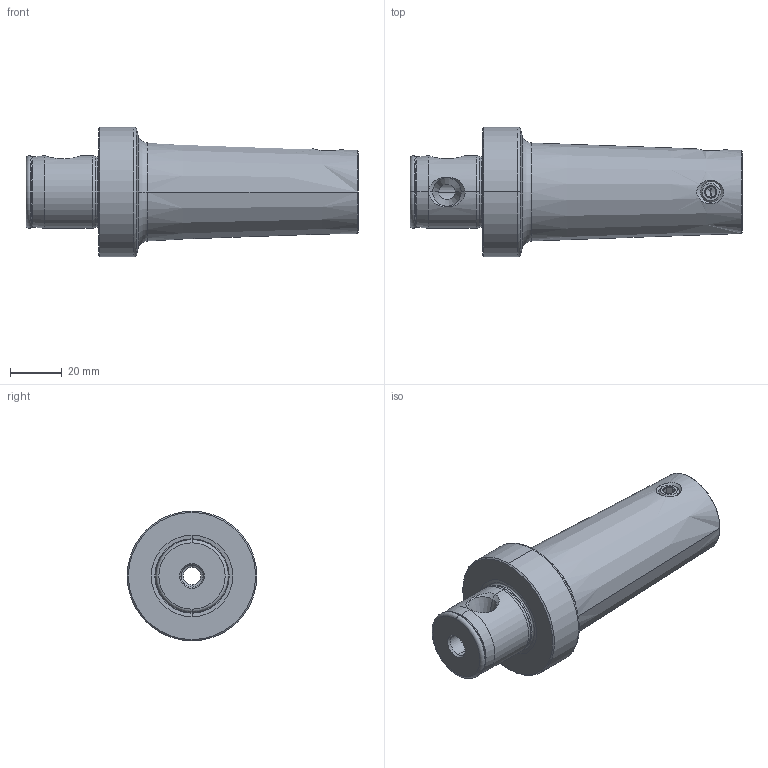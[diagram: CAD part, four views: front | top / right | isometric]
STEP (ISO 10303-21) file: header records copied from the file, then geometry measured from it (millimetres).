
FILE_DESCRIPTION (( 'STEP AP203' ), '1' );
FILE_NAME ('A84.050.032.100.STEP', '2018-03-13T14:26:17', ( 'SWIAdmin' ), ( 'Hewlett-Packard Company' ), 'SwSTEP 2.0', 'SolidWorks 2017', '' );
FILE_SCHEMA (( 'CONFIG_CONTROL_DESIGN' ));
Length unit declared in the file: millimetre
Products named in the file (3): WH5-WH3.K01.100_B; WH3-ER1.001.010; A84.050.032.100
Assembly tree (3 placements, depth 2):
  A84.050.032.100
    WH5-WH3.K01.100_B
    WH3-ER1.001.010  x2
Bounding box: 128 x 50 x 50 mm (x, y, z)
Volume: 117337.7 mm3; surface area: 22174.1 mm2
Topology: 3 solids, 3 shells, 132 faces, 296 edges, 166 vertices
Faces by surface type: cone 50, plane 32, cylinder 26, torus 24
Entity records: 3794 total; most frequent: CARTESIAN_POINT 1120, DIRECTION 542, ORIENTED_EDGE 464, EDGE_CURVE 232, AXIS2_PLACEMENT_3D 228, VERTEX_POINT 131, CIRCLE 118, EDGE_LOOP 113
